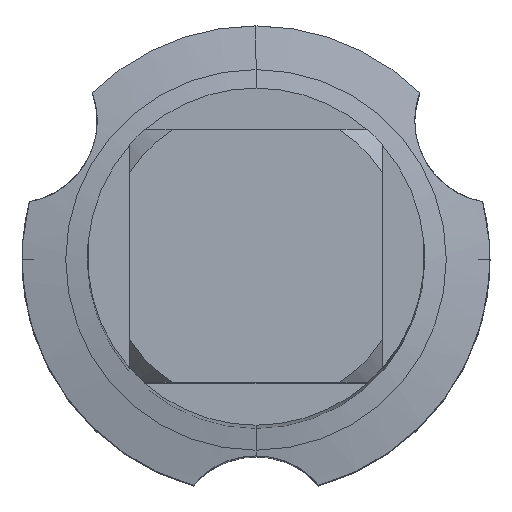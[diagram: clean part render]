
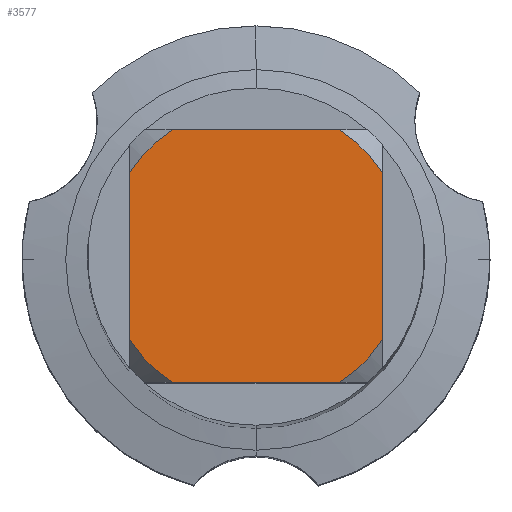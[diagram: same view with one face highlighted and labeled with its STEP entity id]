
A CAD part, top view. The second image highlights one B-rep face of the part: STEP entity #3577.
In plain terms, the highlighted planar face has unit normal (0, 0, 1).
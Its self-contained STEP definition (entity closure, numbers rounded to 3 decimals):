
#2381=VERTEX_POINT('',#6568);
#2429=VERTEX_POINT('',#6625);
#2731=VERTEX_POINT('',#6957);
#2797=VERTEX_POINT('',#7030);
#3079=VERTEX_POINT('',#7338);
#3533=EDGE_CURVE('',#2381,#4545,#7835,.T.);
#3577=ADVANCED_FACE('',(#7883),#7884,.T.);
#3591=EDGE_CURVE('',#3933,#3663,#7899,.T.);
#3663=VERTEX_POINT('',#7977);
#3729=EDGE_CURVE('',#2381,#2731,#8046,.T.);
#3933=VERTEX_POINT('',#8272);
#4545=VERTEX_POINT('',#8941);
#5419=EDGE_CURVE('',#3079,#2731,#9885,.T.);
#5685=EDGE_CURVE('',#3079,#2797,#10176,.T.);
#5891=EDGE_CURVE('',#3933,#4545,#10402,.T.);
#6121=EDGE_CURVE('',#2429,#2797,#10652,.T.);
#6165=EDGE_CURVE('',#2429,#3663,#10700,.T.);
#6568=CARTESIAN_POINT('',(2.985,4.5,0.0));
#6625=CARTESIAN_POINT('',(-2.985,-4.5,0.0));
#6957=CARTESIAN_POINT('',(-2.985,4.5,0.0));
#7030=CARTESIAN_POINT('',(-4.5,-2.985,0.0));
#7338=CARTESIAN_POINT('',(-4.5,2.985,0.0));
#7835=CIRCLE('',#13668,5.4);
#7883=FACE_OUTER_BOUND('',#13773,.T.);
#7884=PLANE('',#13774);
#7899=CIRCLE('',#13808,5.4);
#7977=CARTESIAN_POINT('',(2.985,-4.5,0.0));
#8046=LINE('',#14038,#14039);
#8272=CARTESIAN_POINT('',(4.5,-2.985,0.0));
#8941=CARTESIAN_POINT('',(4.5,2.985,0.0));
#9885=CIRCLE('',#17334,5.4);
#10176=LINE('',#17888,#17889);
#10402=LINE('',#18350,#18351);
#10652=CIRCLE('',#18747,5.4);
#10700=LINE('',#18822,#18823);
#13668=AXIS2_PLACEMENT_3D('',#20722,#20723,#20724);
#13773=EDGE_LOOP('',(#20785,#20786,#20787,#20788,#20789,#20790,#20791,#20792));
#13774=AXIS2_PLACEMENT_3D('',#20793,#20794,#20795);
#13808=AXIS2_PLACEMENT_3D('',#20806,#20807,#20808);
#14038=CARTESIAN_POINT('',(0.0,4.5,0.0));
#14039=VECTOR('',#20946,1.0);
#17334=AXIS2_PLACEMENT_3D('',#22963,#22964,#22965);
#17888=CARTESIAN_POINT('',(-4.5,1.35,0.0));
#17889=VECTOR('',#23280,1.0);
#18350=CARTESIAN_POINT('',(4.5,1.35,0.0));
#18351=VECTOR('',#23663,1.0);
#18747=AXIS2_PLACEMENT_3D('',#23941,#23942,#23943);
#18822=CARTESIAN_POINT('',(0.0,-4.5,0.0));
#18823=VECTOR('',#24132,1.0);
#20722=CARTESIAN_POINT('',(0.0,0.0,0.0));
#20723=DIRECTION('',(0.0,0.0,-1.0));
#20724=DIRECTION('',(0.0,1.0,0.0));
#20785=ORIENTED_EDGE('',*,*,#5685,.T.);
#20786=ORIENTED_EDGE('',*,*,#6121,.F.);
#20787=ORIENTED_EDGE('',*,*,#6165,.T.);
#20788=ORIENTED_EDGE('',*,*,#3591,.F.);
#20789=ORIENTED_EDGE('',*,*,#5891,.T.);
#20790=ORIENTED_EDGE('',*,*,#3533,.F.);
#20791=ORIENTED_EDGE('',*,*,#3729,.T.);
#20792=ORIENTED_EDGE('',*,*,#5419,.F.);
#20793=CARTESIAN_POINT('',(0.0,2.7,0.0));
#20794=DIRECTION('',(-0.0,0.0,1.0));
#20795=DIRECTION('',(0.0,-1.0,0.0));
#20806=CARTESIAN_POINT('',(0.0,0.0,0.0));
#20807=DIRECTION('',(0.0,0.0,-1.0));
#20808=DIRECTION('',(0.0,1.0,0.0));
#20946=DIRECTION('',(-1.0,0.0,0.0));
#22963=CARTESIAN_POINT('',(0.0,0.0,0.0));
#22964=DIRECTION('',(0.0,0.0,-1.0));
#22965=DIRECTION('',(0.0,1.0,0.0));
#23280=DIRECTION('',(-0.0,-1.0,0.0));
#23663=DIRECTION('',(-0.0,1.0,0.0));
#23941=CARTESIAN_POINT('',(0.0,0.0,0.0));
#23942=DIRECTION('',(0.0,0.0,-1.0));
#23943=DIRECTION('',(0.0,1.0,0.0));
#24132=DIRECTION('',(1.0,0.0,0.0));
